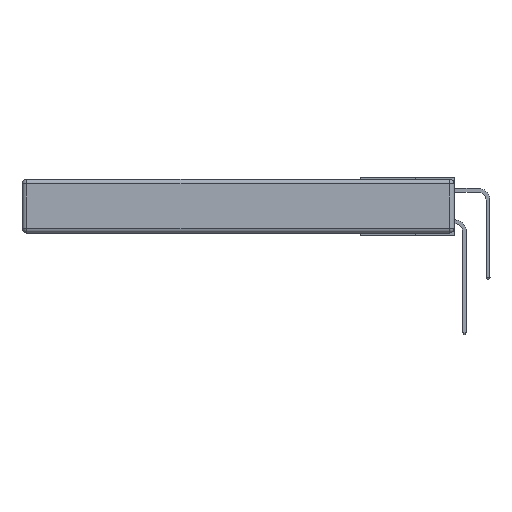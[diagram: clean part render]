
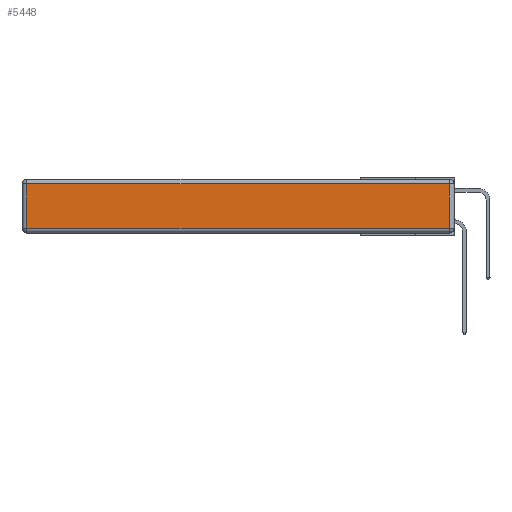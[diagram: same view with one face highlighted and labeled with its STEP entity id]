
A CAD part, left-side view. The second image highlights one B-rep face of the part: STEP entity #5448.
In plain terms, the highlighted planar face has unit normal (-1, 0, 0).
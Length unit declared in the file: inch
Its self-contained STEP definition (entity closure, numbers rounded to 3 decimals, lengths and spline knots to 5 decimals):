
#858 = VECTOR ( 'NONE', #1122, 39.37008 ) ;
#1122 = DIRECTION ( 'NONE',  ( 0., 0., -1. ) ) ;
#1762 = PLANE ( 'NONE',  #4512 ) ;
#2213 = FACE_OUTER_BOUND ( 'NONE', #9099, .T. ) ;
#2864 = EDGE_CURVE ( 'NONE', #11578, #11960, #12046, .T. ) ;
#2915 = ORIENTED_EDGE ( 'NONE', *, *, #19725, .T. ) ;
#3243 = EDGE_CURVE ( 'NONE', #11960, #6786, #18407, .T. ) ;
#3947 = CARTESIAN_POINT ( 'NONE',  ( 0., 0., -0.313 ) ) ;
#4360 = CARTESIAN_POINT ( 'NONE',  ( 0., 0.03, -0.03 ) ) ;
#4512 = AXIS2_PLACEMENT_3D ( 'NONE', #17981, #13230, #8180 ) ;
#5448 = ADVANCED_FACE ( 'NONE', ( #2213 ), #1762, .T. ) ;
#6552 = DIRECTION ( 'NONE',  ( 0., 0., 1. ) ) ;
#6786 = VERTEX_POINT ( 'NONE', #4360 ) ;
#8180 = DIRECTION ( 'NONE',  ( 0., 0., 1. ) ) ;
#8391 = ORIENTED_EDGE ( 'NONE', *, *, #16854, .T. ) ;
#8572 = DIRECTION ( 'NONE',  ( 0., 1., 0. ) ) ;
#9099 = EDGE_LOOP ( 'NONE', ( #17563, #12621, #2915, #8391 ) ) ;
#11535 = VECTOR ( 'NONE', #18675, 39.37008 ) ;
#11578 = VERTEX_POINT ( 'NONE', #20271 ) ;
#11960 = VERTEX_POINT ( 'NONE', #20315 ) ;
#12046 = LINE ( 'NONE', #3947, #11535 ) ;
#12621 = ORIENTED_EDGE ( 'NONE', *, *, #3243, .T. ) ;
#13230 = DIRECTION ( 'NONE',  ( -1., 0., 0. ) ) ;
#13389 = VECTOR ( 'NONE', #8572, 39.37008 ) ;
#13905 = VERTEX_POINT ( 'NONE', #16145 ) ;
#14110 = VECTOR ( 'NONE', #6552, 39.37008 ) ;
#15594 = CARTESIAN_POINT ( 'NONE',  ( 0., 2.72, -0.343 ) ) ;
#15933 = LINE ( 'NONE', #16883, #13389 ) ;
#16145 = CARTESIAN_POINT ( 'NONE',  ( 0., 2.72, -0.03 ) ) ;
#16854 = EDGE_CURVE ( 'NONE', #13905, #11578, #18070, .T. ) ;
#16883 = CARTESIAN_POINT ( 'NONE',  ( 0., 2.75, -0.03 ) ) ;
#17563 = ORIENTED_EDGE ( 'NONE', *, *, #2864, .T. ) ;
#17950 = CARTESIAN_POINT ( 'NONE',  ( 0., 0.03, -0.343 ) ) ;
#17981 = CARTESIAN_POINT ( 'NONE',  ( 0., 0., -0.343 ) ) ;
#18070 = LINE ( 'NONE', #15594, #858 ) ;
#18407 = LINE ( 'NONE', #17950, #14110 ) ;
#18675 = DIRECTION ( 'NONE',  ( 0., -1., 0. ) ) ;
#19725 = EDGE_CURVE ( 'NONE', #6786, #13905, #15933, .T. ) ;
#20271 = CARTESIAN_POINT ( 'NONE',  ( 0., 2.72, -0.313 ) ) ;
#20315 = CARTESIAN_POINT ( 'NONE',  ( 0., 0.03, -0.313 ) ) ;
